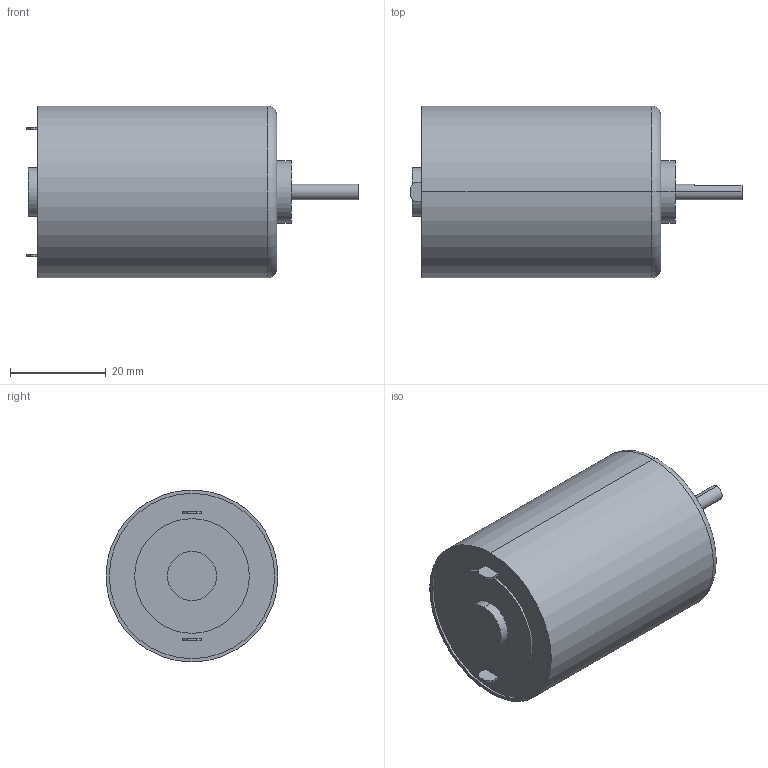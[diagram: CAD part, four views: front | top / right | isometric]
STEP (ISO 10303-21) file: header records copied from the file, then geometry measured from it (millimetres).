
FILE_DESCRIPTION (( 'STEP AP214' ), '1' );
FILE_NAME ('DC-Motor-sld.STEP', '2024-10-01T23:52:09', ( '' ), ( '' ), 'SwSTEP 2.0', 'SolidWorks 2024', '' );
FILE_SCHEMA (( 'AUTOMOTIVE_DESIGN' ));
Length unit declared in the file: millimetre
Products named in the file (1): DC-Motor-sld
Bounding box: 69.5 x 36 x 36 mm (x, y, z)
Volume: 51153.8 mm3; surface area: 8172.3 mm2
Topology: 1 solids, 1 shells, 43 faces, 94 edges, 62 vertices
Faces by surface type: plane 25, cylinder 16, torus 2
Entity records: 1213 total; most frequent: DIRECTION 220, CARTESIAN_POINT 200, ORIENTED_EDGE 188, EDGE_CURVE 94, AXIS2_PLACEMENT_3D 82, VERTEX_POINT 62, LINE 56, VECTOR 56
